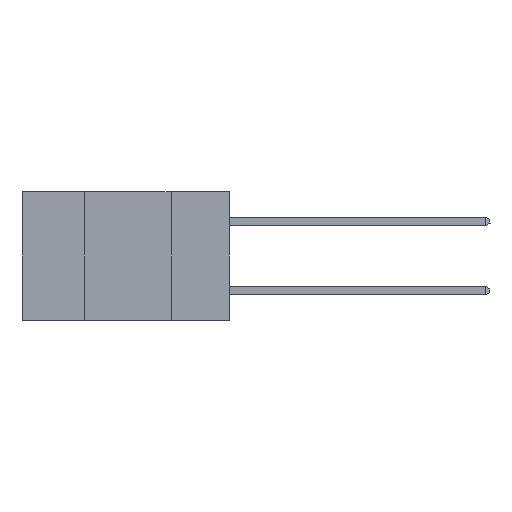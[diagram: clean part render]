
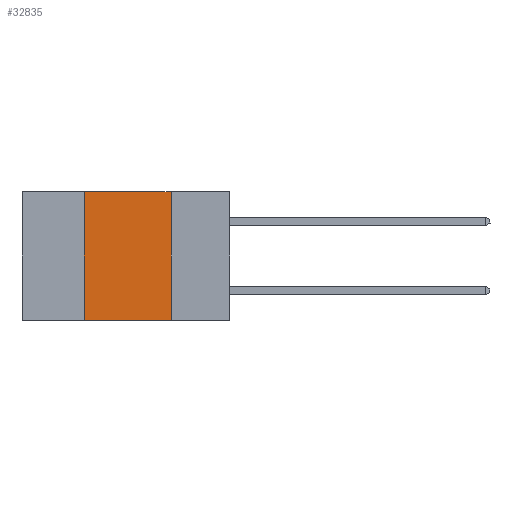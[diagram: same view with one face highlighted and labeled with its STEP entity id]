
A CAD part, left-side view. The second image highlights one B-rep face of the part: STEP entity #32835.
In plain terms, the highlighted planar face has unit normal (-1, 0, 0).
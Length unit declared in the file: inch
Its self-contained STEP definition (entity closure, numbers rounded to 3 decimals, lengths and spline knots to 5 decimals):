
#391 = DIRECTION ( 'NONE',  ( 0., -1., 0. ) ) ;
#553 = LINE ( 'NONE', #16320, #13021 ) ;
#1554 = EDGE_CURVE ( 'NONE', #15428, #20772, #553, .T. ) ;
#2572 = VECTOR ( 'NONE', #24677, 39.37008 ) ;
#2904 = ORIENTED_EDGE ( 'NONE', *, *, #14832, .F. ) ;
#3303 = DIRECTION ( 'NONE',  ( 0., 0., 1. ) ) ;
#3860 = VECTOR ( 'NONE', #15450, 39.37008 ) ;
#5739 = FACE_OUTER_BOUND ( 'NONE', #32886, .T. ) ;
#9083 = CARTESIAN_POINT ( 'NONE',  ( 0., 0.17, 0. ) ) ;
#10015 = PLANE ( 'NONE',  #34222 ) ;
#10245 = CARTESIAN_POINT ( 'NONE',  ( 0., 0.6, 0. ) ) ;
#10279 = CARTESIAN_POINT ( 'NONE',  ( 0., 0.17, -0.37 ) ) ;
#11042 = VERTEX_POINT ( 'NONE', #11701 ) ;
#11292 = LINE ( 'NONE', #9083, #2572 ) ;
#11701 = CARTESIAN_POINT ( 'NONE',  ( 0., 0.17, 0. ) ) ;
#11745 = LINE ( 'NONE', #17690, #3860 ) ;
#11757 = CARTESIAN_POINT ( 'NONE',  ( 0., 0.42, 0. ) ) ;
#12404 = ORIENTED_EDGE ( 'NONE', *, *, #15707, .F. ) ;
#12897 = DIRECTION ( 'NONE',  ( 0., 0., -1. ) ) ;
#13021 = VECTOR ( 'NONE', #391, 39.37008 ) ;
#13540 = ORIENTED_EDGE ( 'NONE', *, *, #24681, .F. ) ;
#14832 = EDGE_CURVE ( 'NONE', #33202, #11042, #11745, .T. ) ;
#15282 = ORIENTED_EDGE ( 'NONE', *, *, #1554, .T. ) ;
#15428 = VERTEX_POINT ( 'NONE', #31177 ) ;
#15450 = DIRECTION ( 'NONE',  ( 0., -1., 0. ) ) ;
#15707 = EDGE_CURVE ( 'NONE', #11042, #20772, #11292, .T. ) ;
#16320 = CARTESIAN_POINT ( 'NONE',  ( 0., 0.6, -0.37 ) ) ;
#17690 = CARTESIAN_POINT ( 'NONE',  ( 0., 0.6, 0. ) ) ;
#20313 = VECTOR ( 'NONE', #3303, 39.37008 ) ;
#20772 = VERTEX_POINT ( 'NONE', #10279 ) ;
#24677 = DIRECTION ( 'NONE',  ( 0., 0., -1. ) ) ;
#24681 = EDGE_CURVE ( 'NONE', #15428, #33202, #31935, .T. ) ;
#30406 = CARTESIAN_POINT ( 'NONE',  ( 0., 0.42, 0. ) ) ;
#31177 = CARTESIAN_POINT ( 'NONE',  ( 0., 0.42, -0.37 ) ) ;
#31935 = LINE ( 'NONE', #11757, #20313 ) ;
#32835 = ADVANCED_FACE ( 'NONE', ( #5739 ), #10015, .F. ) ;
#32886 = EDGE_LOOP ( 'NONE', ( #12404, #2904, #13540, #15282 ) ) ;
#33202 = VERTEX_POINT ( 'NONE', #30406 ) ;
#33979 = DIRECTION ( 'NONE',  ( 1., 0., 0. ) ) ;
#34222 = AXIS2_PLACEMENT_3D ( 'NONE', #10245, #33979, #12897 ) ;
